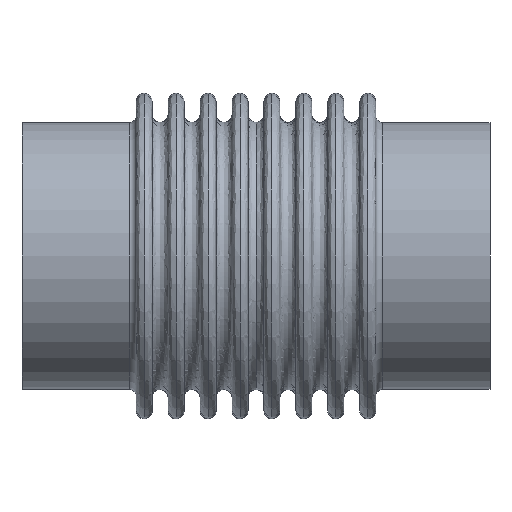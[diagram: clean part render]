
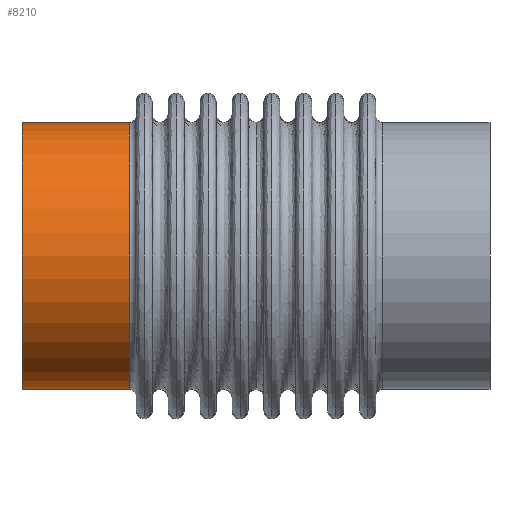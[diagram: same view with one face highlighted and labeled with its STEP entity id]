
A CAD part, front view. The second image highlights one B-rep face of the part: STEP entity #8210.
In plain terms, the highlighted cylindrical face has radius 71.308 mm (diameter 142.617 mm), a full revolution.
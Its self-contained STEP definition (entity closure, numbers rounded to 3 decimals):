
#8160=CARTESIAN_POINT('',(-9.279,0.,0.));
#8161=DIRECTION('',(-1.,0.,0.));
#8162=DIRECTION('',(0.,0.,1.));
#8163=AXIS2_PLACEMENT_3D('',#8160,#8161,#8162);
#8164=CYLINDRICAL_SURFACE('',#8163,71.308);
#8165=CARTESIAN_POINT('',(-125.,0.,71.308));
#8166=VERTEX_POINT('',#8165);
#8167=CARTESIAN_POINT('',(-67.499,-0.,71.308));
#8168=VERTEX_POINT('',#8167);
#8169=CARTESIAN_POINT('',(-125.,0.,71.308));
#8170=DIRECTION('',(1.,-0.,-0.));
#8171=VECTOR('',#8170,57.501);
#8172=LINE('',#8169,#8171);
#8173=EDGE_CURVE('',#8166,#8168,#8172,.T.);
#8174=ORIENTED_EDGE('',*,*,#8173,.T.);
#8175=CARTESIAN_POINT('',(-67.499,0.,0.));
#8176=DIRECTION('',(-1.,0.,0.));
#8177=DIRECTION('',(0.,0.,1.));
#8178=AXIS2_PLACEMENT_3D('',#8175,#8176,#8177);
#8179=CIRCLE('',#8178,71.308);
#8180=EDGE_CURVE('',#8168,#8168,#8179,.T.);
#8181=ORIENTED_EDGE('',*,*,#8180,.T.);
#8182=ORIENTED_EDGE('',*,*,#8173,.F.);
#8183=CARTESIAN_POINT('',(-125.,-61.755,-35.654));
#8184=VERTEX_POINT('',#8183);
#8185=CARTESIAN_POINT('',(-125.,0.,0.));
#8186=DIRECTION('',(1.,-0.,-0.));
#8187=DIRECTION('',(0.,0.,1.));
#8188=AXIS2_PLACEMENT_3D('',#8185,#8186,#8187);
#8189=CIRCLE('',#8188,71.308);
#8190=EDGE_CURVE('',#8166,#8184,#8189,.T.);
#8191=ORIENTED_EDGE('',*,*,#8190,.T.);
#8192=CARTESIAN_POINT('',(-125.,61.755,-35.654));
#8193=VERTEX_POINT('',#8192);
#8194=CARTESIAN_POINT('',(-125.,0.,0.));
#8195=DIRECTION('',(1.,-0.,-0.));
#8196=DIRECTION('',(0.,0.,1.));
#8197=AXIS2_PLACEMENT_3D('',#8194,#8195,#8196);
#8198=CIRCLE('',#8197,71.308);
#8199=EDGE_CURVE('',#8184,#8193,#8198,.T.);
#8200=ORIENTED_EDGE('',*,*,#8199,.T.);
#8201=CARTESIAN_POINT('',(-125.,0.,0.));
#8202=DIRECTION('',(1.,-0.,-0.));
#8203=DIRECTION('',(0.,0.,1.));
#8204=AXIS2_PLACEMENT_3D('',#8201,#8202,#8203);
#8205=CIRCLE('',#8204,71.308);
#8206=EDGE_CURVE('',#8193,#8166,#8205,.T.);
#8207=ORIENTED_EDGE('',*,*,#8206,.T.);
#8208=EDGE_LOOP('',(#8174,#8181,#8182,#8191,#8200,#8207));
#8209=FACE_BOUND('',#8208,.T.);
#8210=ADVANCED_FACE('',(#8209),#8164,.T.);
